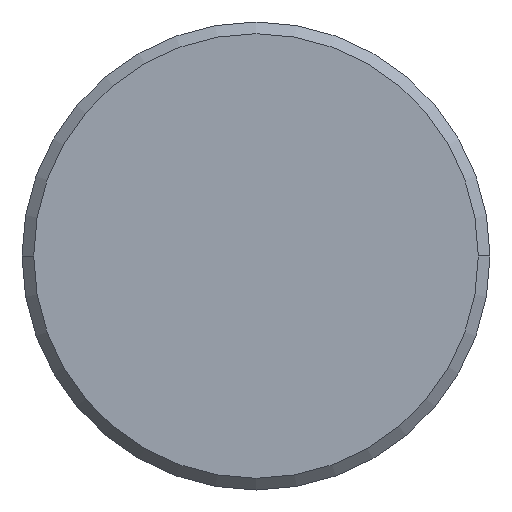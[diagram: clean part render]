
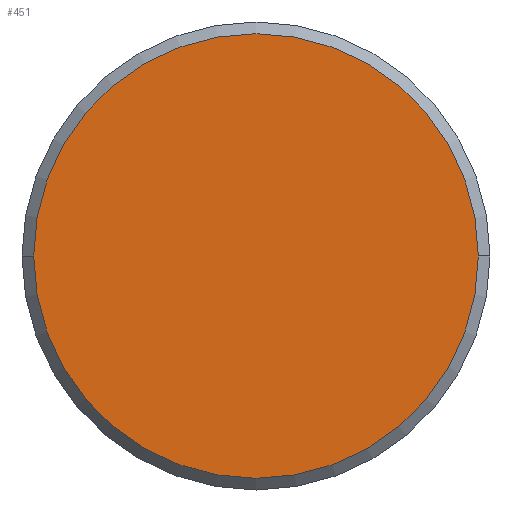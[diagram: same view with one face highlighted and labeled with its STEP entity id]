
A CAD part, left-side view. The second image highlights one B-rep face of the part: STEP entity #451.
In plain terms, the highlighted planar face has unit normal (-1, 0, 0).
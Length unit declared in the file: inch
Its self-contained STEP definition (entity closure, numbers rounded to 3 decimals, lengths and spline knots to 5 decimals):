
#18 = CARTESIAN_POINT ( 'NONE',  ( -1.81102, 0.22441, 0. ) ) ;
#130 = CARTESIAN_POINT ( 'NONE',  ( -1.81102, 0., 0. ) ) ;
#138 = ORIENTED_EDGE ( 'NONE', *, *, #167, .F. ) ;
#156 = DIRECTION ( 'NONE',  ( 1., 0., 0. ) ) ;
#161 = CARTESIAN_POINT ( 'NONE',  ( -1.81102, 0., 0. ) ) ;
#167 = EDGE_CURVE ( 'NONE', #309, #739, #672, .T. ) ;
#195 = DIRECTION ( 'NONE',  ( 0., 1., 0. ) ) ;
#208 = DIRECTION ( 'NONE',  ( 1., 0., 0. ) ) ;
#253 = EDGE_LOOP ( 'NONE', ( #138, #590 ) ) ;
#309 = VERTEX_POINT ( 'NONE', #18 ) ;
#412 = CIRCLE ( 'NONE', #644, 0.22441 ) ;
#422 = DIRECTION ( 'NONE',  ( -1., 0., 0. ) ) ;
#427 = DIRECTION ( 'NONE',  ( 0., 0., 1. ) ) ;
#431 = FACE_OUTER_BOUND ( 'NONE', #253, .T. ) ;
#451 = ADVANCED_FACE ( 'NONE', ( #431 ), #528, .T. ) ;
#454 = CARTESIAN_POINT ( 'NONE',  ( -1.81102, 0.1122, 0. ) ) ;
#512 = DIRECTION ( 'NONE',  ( 0., 1., 0. ) ) ;
#528 = PLANE ( 'NONE',  #574 ) ;
#574 = AXIS2_PLACEMENT_3D ( 'NONE', #454, #422, #427 ) ;
#590 = ORIENTED_EDGE ( 'NONE', *, *, #625, .F. ) ;
#625 = EDGE_CURVE ( 'NONE', #739, #309, #412, .T. ) ;
#628 = CARTESIAN_POINT ( 'NONE',  ( -1.81102, -0.22441, 0. ) ) ;
#644 = AXIS2_PLACEMENT_3D ( 'NONE', #130, #208, #195 ) ;
#655 = AXIS2_PLACEMENT_3D ( 'NONE', #161, #156, #512 ) ;
#672 = CIRCLE ( 'NONE', #655, 0.22441 ) ;
#739 = VERTEX_POINT ( 'NONE', #628 ) ;
